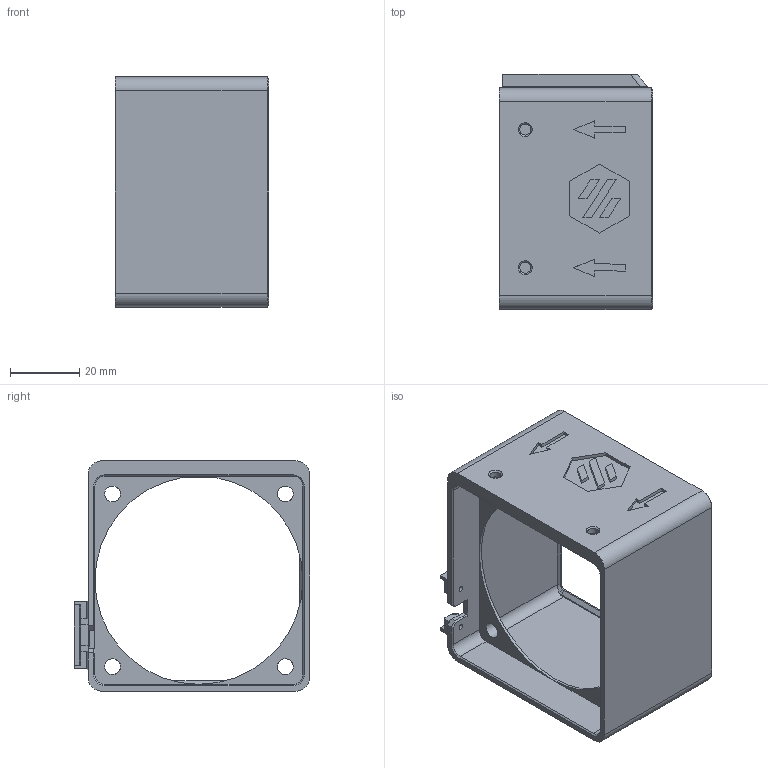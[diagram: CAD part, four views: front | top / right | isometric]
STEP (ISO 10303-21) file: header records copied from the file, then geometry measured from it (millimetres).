
FILE_DESCRIPTION(/* description */ (''),/* implementation_level */ '2;1');
FILE_NAME(/* name */ 'exhaust_housing_mosfet.step',/* time_stamp */ '2020-09-11T11:32:10-07:00',/* author */ (''),/* organization */ (''),/* preprocessor_version */ 'ST-DEVELOPER v18.1',/* originating_system */ 'Autodesk Translation Framework v9.3.0.1241',/* authorisation */ '');
FILE_SCHEMA (('AUTOMOTIVE_DESIGN { 1 0 10303 214 3 1 1 }'));
Length unit declared in the file: millimetre
Products named in the file (1): chamber_exhaust_mosfet
Bounding box: 44.4 x 68.2 x 66.7 mm (x, y, z)
Volume: 28436.5 mm3; surface area: 25585.7 mm2
Topology: 1 solids, 1 shells, 191 faces, 507 edges, 321 vertices
Faces by surface type: plane 133, cylinder 33, cone 19, bspline 6
Full cylindrical faces by diameter (mm): 1.6 x2, 3.2 x2, 4.6 x4, 6.2 x2, 60.2 x1
Entity records: 6131 total; most frequent: CARTESIAN_POINT 1333, ORIENTED_EDGE 1014, DIRECTION 946, EDGE_CURVE 507, LINE 384, VECTOR 384, VERTEX_POINT 321, AXIS2_PLACEMENT_3D 281
